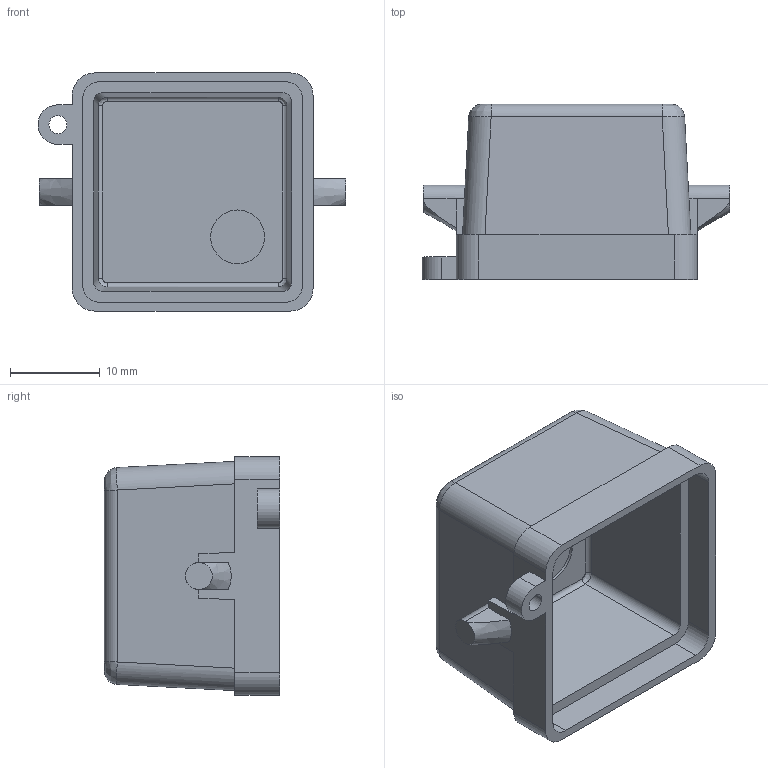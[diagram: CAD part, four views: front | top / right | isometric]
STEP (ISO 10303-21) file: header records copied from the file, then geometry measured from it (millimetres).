
FILE_DESCRIPTION(/* description */ (''),/* implementation_level */ '2;1');
FILE_NAME(/* name */ 'C146_10Z003_100_4.stp',/* time_stamp */ '2016-04-13T14:28:39+02:00',/* author */ (''),/* organization */ (''),/* preprocessor_version */ 'ST-DEVELOPER v15',/* originating_system */ 'SIEMENS PLM Software NX 9.0',/* authorisation */ '');
FILE_SCHEMA (('CONFIG_CONTROL_DESIGN'));
Length unit declared in the file: millimetre
Products named in the file (1): c146 10z003 100 4nxm001-04
Bounding box: 34.25 x 19.5 x 26.5 mm (x, y, z)
Volume: 3980.2 mm3; surface area: 4749.2 mm2
Topology: 1 solids, 1 shells, 80 faces, 201 edges, 126 vertices
Faces by surface type: plane 40, cylinder 30, bspline 8, cone 2
Full cylindrical faces by diameter (mm): 6 x1
Entity records: 2838 total; most frequent: CARTESIAN_POINT 881, ORIENTED_EDGE 400, DIRECTION 374, EDGE_CURVE 200, VERTEX_POINT 126, AXIS2_PLACEMENT_3D 125, LINE 124, VECTOR 124
